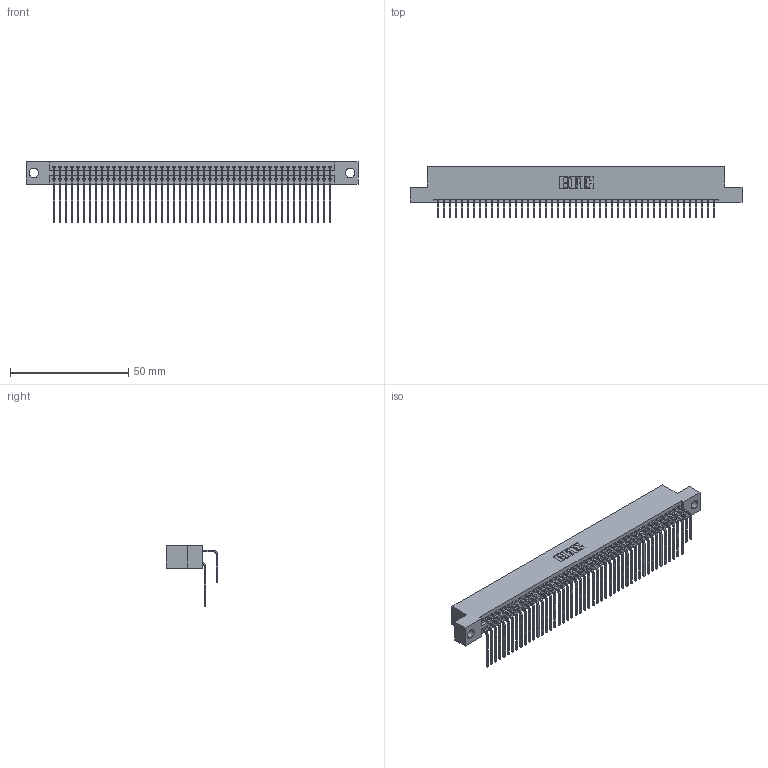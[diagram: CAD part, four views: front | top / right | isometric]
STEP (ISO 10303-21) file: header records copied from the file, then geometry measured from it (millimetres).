
FILE_DESCRIPTION (( 'STEP AP203' ), '1' );
FILE_NAME ('345-094-558-204.STEP', '2018-10-05T02:11:12', ( '' ), ( '' ), 'SwSTEP 2.0', 'SolidWorks 2016', '' );
FILE_SCHEMA (( 'CONFIG_CONTROL_DESIGN' ));
Length unit declared in the file: inch
Products named in the file (4): 345-292-001_558 Tail - 2; 345-292-001_558 559 Tail - 1; 345-094-558-204; 345 Part_Flush Mounting Lugs - 0.156 Dia-TH
Assembly tree (95 placements, depth 2):
  345-094-558-204
    345 Part_Flush Mounting Lugs - 0.156 Dia-TH
    345-292-001_558 559 Tail - 1  x47
    345-292-001_558 Tail - 2  x47
Bounding box: 140.59 x 21.83 x 25.53 mm (x, y, z)
Volume: 14157.8 mm3; surface area: 23389.5 mm2
Topology: 95 solids, 95 shells, 5014 faces, 14911 edges, 9814 vertices
Faces by surface type: plane 3370, cylinder 1644
Entity records: 37859 total; most frequent: CARTESIAN_POINT 6387, ORIENTED_EDGE 6270, DIRECTION 5599, EDGE_CURVE 3135, VECTOR 2775, LINE 2775, VERTEX_POINT 2086, AXIS2_PLACEMENT_3D 1412
